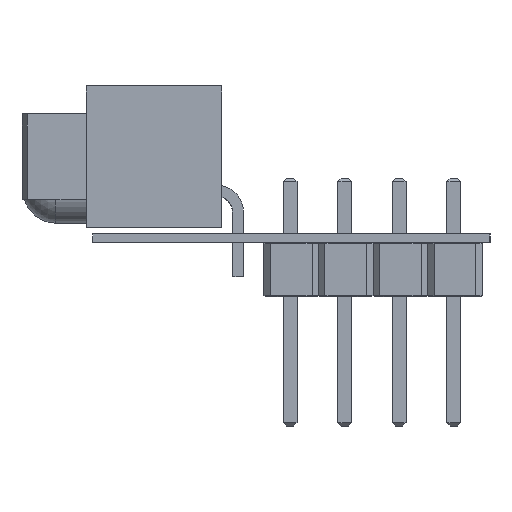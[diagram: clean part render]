
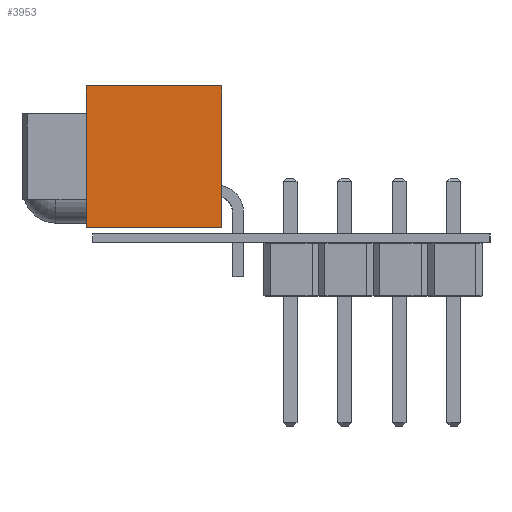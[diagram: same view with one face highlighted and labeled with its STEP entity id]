
A CAD part, left-side view. The second image highlights one B-rep face of the part: STEP entity #3953.
In plain terms, the highlighted face is planar.
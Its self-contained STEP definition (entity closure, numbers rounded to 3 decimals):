
#3776 = VERTEX_POINT('',#3777);
#3777 = CARTESIAN_POINT('',(6.75,6.3,3.3));
#3783 = EDGE_CURVE('',#3776,#3784,#3786,.T.);
#3784 = VERTEX_POINT('',#3785);
#3785 = CARTESIAN_POINT('',(6.75,6.3,-3.3));
#3786 = LINE('',#3787,#3788);
#3787 = CARTESIAN_POINT('',(6.75,6.3,3.3));
#3788 = VECTOR('',#3789,1.);
#3789 = DIRECTION('',(0.,0.,-1.));
#3934 = VERTEX_POINT('',#3935);
#3935 = CARTESIAN_POINT('',(6.75,0.,3.3));
#3941 = EDGE_CURVE('',#3934,#3776,#3942,.T.);
#3942 = LINE('',#3943,#3944);
#3943 = CARTESIAN_POINT('',(6.75,0.,3.3));
#3944 = VECTOR('',#3945,1.);
#3945 = DIRECTION('',(0.,1.,0.));
#3953 = ADVANCED_FACE('',(#3954),#3972,.T.);
#3954 = FACE_BOUND('',#3955,.T.);
#3955 = EDGE_LOOP('',(#3956,#3964,#3970,#3971));
#3956 = ORIENTED_EDGE('',*,*,#3957,.T.);
#3957 = EDGE_CURVE('',#3934,#3958,#3960,.T.);
#3958 = VERTEX_POINT('',#3959);
#3959 = CARTESIAN_POINT('',(6.75,0.,-3.3));
#3960 = LINE('',#3961,#3962);
#3961 = CARTESIAN_POINT('',(6.75,0.,3.3));
#3962 = VECTOR('',#3963,1.);
#3963 = DIRECTION('',(0.,0.,-1.));
#3964 = ORIENTED_EDGE('',*,*,#3965,.T.);
#3965 = EDGE_CURVE('',#3958,#3784,#3966,.T.);
#3966 = LINE('',#3967,#3968);
#3967 = CARTESIAN_POINT('',(6.75,0.,-3.3));
#3968 = VECTOR('',#3969,1.);
#3969 = DIRECTION('',(0.,1.,0.));
#3970 = ORIENTED_EDGE('',*,*,#3783,.F.);
#3971 = ORIENTED_EDGE('',*,*,#3941,.F.);
#3972 = PLANE('',#3973);
#3973 = AXIS2_PLACEMENT_3D('',#3974,#3975,#3976);
#3974 = CARTESIAN_POINT('',(6.75,0.,3.3));
#3975 = DIRECTION('',(1.,0.,0.));
#3976 = DIRECTION('',(0.,0.,-1.));
